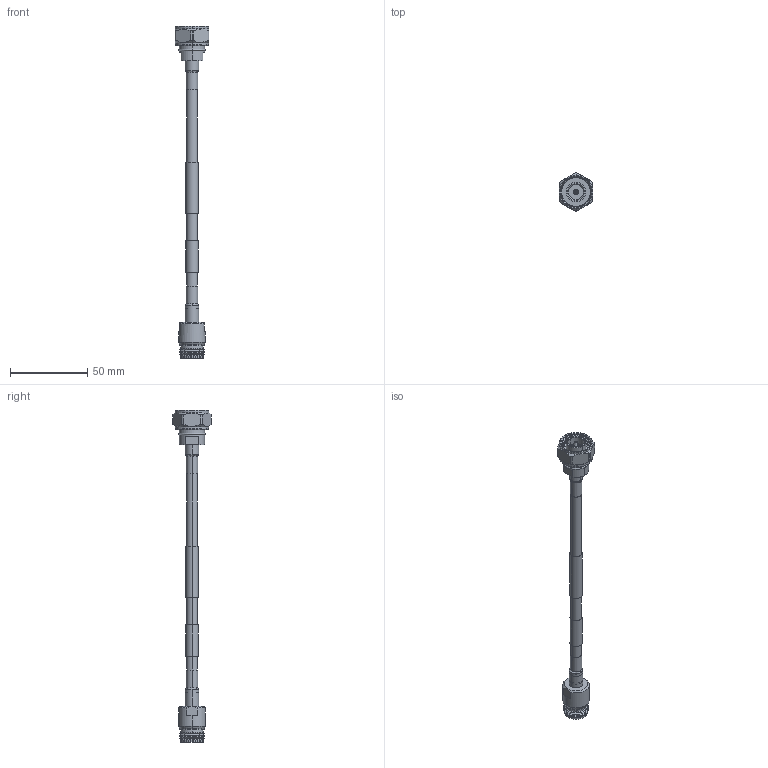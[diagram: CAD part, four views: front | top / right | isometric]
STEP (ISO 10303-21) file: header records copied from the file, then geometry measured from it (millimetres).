
FILE_DESCRIPTION (( 'STEP AP214' ), '1' );
FILE_NAME ('LCCA31049.step', '2022-10-04T19:20:26', ( '' ), ( '' ), 'SwSTEP 2.0', 'SolidWorks 2021', '' );
FILE_SCHEMA (( 'AUTOMOTIVE_DESIGN' ));
Length unit declared in the file: inch
Products named in the file (7): SPP-250-LLPL ^LCCA31049_SPP-250-LLPL; TC-250-NF-LP-LC^LCCA31049; Copy of TC-250-NF-LP^TC-250-NF-LP-LC_LCCA31049; TC-250-4310M-LP^LCCA31049_HeatShrink ; Copy of TC-250-NF-LP-MA1^TC-250-NF-LP-LC_LCCA31049; LCCA31049; Copy of TC-250-NF-LP-MA2^TC-250-NF-LP-LC_LCCA31049
Assembly tree (6 placements, depth 3):
  LCCA31049
    SPP-250-LLPL ^LCCA31049_SPP-250-LLPL
    TC-250-4310M-LP^LCCA31049_HeatShrink 
    TC-250-NF-LP-LC^LCCA31049
      Copy of TC-250-NF-LP^TC-250-NF-LP-LC_LCCA31049
      Copy of TC-250-NF-LP-MA2^TC-250-NF-LP-LC_LCCA31049
      Copy of TC-250-NF-LP-MA1^TC-250-NF-LP-LC_LCCA31049
Bounding box: 22 x 24.62 x 214.84 mm (x, y, z)
Volume: 15327.8 mm3; surface area: 12302.4 mm2
Topology: 7 solids, 8 shells, 277 faces, 629 edges, 386 vertices
Faces by surface type: cylinder 115, cone 83, plane 66, bspline 11, torus 2
Entity records: 10173 total; most frequent: CARTESIAN_POINT 3637, DIRECTION 1376, ORIENTED_EDGE 1250, EDGE_CURVE 625, AXIS2_PLACEMENT_3D 579, VERTEX_POINT 386, EDGE_LOOP 311, CIRCLE 303
